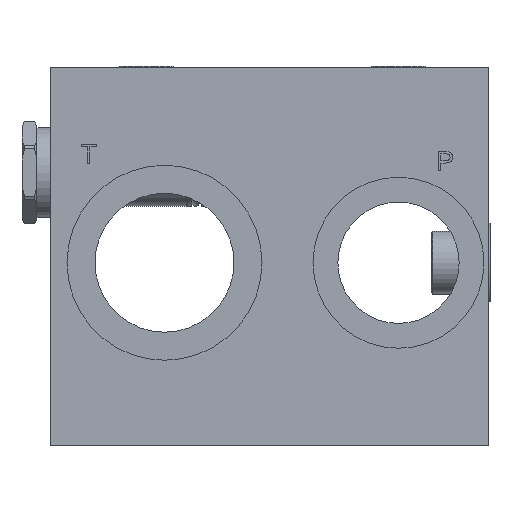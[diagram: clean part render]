
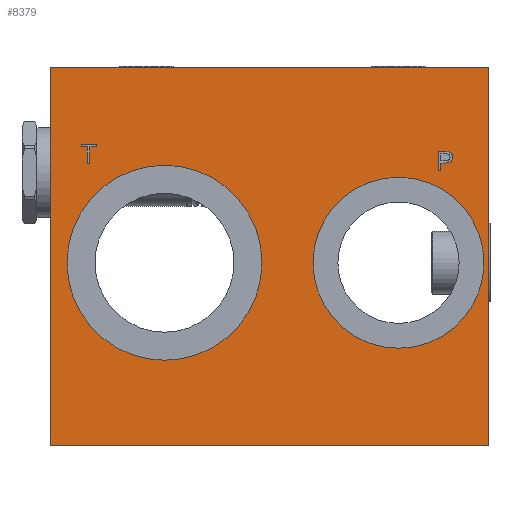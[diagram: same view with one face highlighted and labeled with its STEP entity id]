
A CAD part, left-side view. The second image highlights one B-rep face of the part: STEP entity #8379.
In plain terms, the highlighted planar face has unit normal (-1, 0, 0).
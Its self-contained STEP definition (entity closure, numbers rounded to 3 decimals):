
#174=B_SPLINE_CURVE_WITH_KNOTS('',3,(#11020,#11021,#11022,#11023),
 .UNSPECIFIED.,.F.,.F.,(4,4),(0.,1.),.UNSPECIFIED.);
#175=B_SPLINE_CURVE_WITH_KNOTS('',3,(#11025,#11026,#11027,#11028),
 .UNSPECIFIED.,.F.,.F.,(4,4),(0.,1.),.UNSPECIFIED.);
#176=B_SPLINE_CURVE_WITH_KNOTS('',3,(#11030,#11031,#11032,#11033),
 .UNSPECIFIED.,.F.,.F.,(4,4),(0.,1.),.UNSPECIFIED.);
#177=B_SPLINE_CURVE_WITH_KNOTS('',3,(#11035,#11036,#11037,#11038,#11039,
#11040,#11041),.UNSPECIFIED.,.F.,.F.,(4,3,4),(0.,0.353,1.),
 .UNSPECIFIED.);
#178=B_SPLINE_CURVE_WITH_KNOTS('',3,(#11043,#11044,#11045,#11046),
 .UNSPECIFIED.,.F.,.F.,(4,4),(0.,1.),.UNSPECIFIED.);
#314=LINE('',#10985,#792);
#315=LINE('',#10988,#793);
#316=LINE('',#10990,#794);
#317=LINE('',#10992,#795);
#318=LINE('',#10994,#796);
#319=LINE('',#10996,#797);
#320=LINE('',#10998,#798);
#321=LINE('',#11000,#799);
#322=LINE('',#11005,#800);
#323=LINE('',#11008,#801);
#324=LINE('',#11010,#802);
#325=LINE('',#11012,#803);
#326=LINE('',#11013,#804);
#327=LINE('',#11016,#805);
#328=LINE('',#11018,#806);
#329=LINE('',#11048,#807);
#330=LINE('',#11050,#808);
#792=VECTOR('',#9516,1000.);
#793=VECTOR('',#9517,1000.);
#794=VECTOR('',#9518,1000.);
#795=VECTOR('',#9519,1000.);
#796=VECTOR('',#9520,1000.);
#797=VECTOR('',#9521,1000.);
#798=VECTOR('',#9522,1000.);
#799=VECTOR('',#9523,1000.);
#800=VECTOR('',#9528,1000.);
#801=VECTOR('',#9529,1000.);
#802=VECTOR('',#9530,1000.);
#803=VECTOR('',#9531,1000.);
#804=VECTOR('',#9532,1000.);
#805=VECTOR('',#9533,1000.);
#806=VECTOR('',#9534,1000.);
#807=VECTOR('',#9535,1000.);
#808=VECTOR('',#9536,1000.);
#1270=PLANE('',#8866);
#1554=ORIENTED_EDGE('',*,*,#3184,.T.);
#1555=ORIENTED_EDGE('',*,*,#3185,.T.);
#1556=ORIENTED_EDGE('',*,*,#3186,.T.);
#1557=ORIENTED_EDGE('',*,*,#3187,.T.);
#1558=ORIENTED_EDGE('',*,*,#3188,.T.);
#1559=ORIENTED_EDGE('',*,*,#3189,.T.);
#1560=ORIENTED_EDGE('',*,*,#3190,.T.);
#1561=ORIENTED_EDGE('',*,*,#3191,.T.);
#1562=ORIENTED_EDGE('',*,*,#3192,.T.);
#1563=ORIENTED_EDGE('',*,*,#3193,.T.);
#1564=ORIENTED_EDGE('',*,*,#3194,.T.);
#1565=ORIENTED_EDGE('',*,*,#3195,.T.);
#1566=ORIENTED_EDGE('',*,*,#3196,.T.);
#1567=ORIENTED_EDGE('',*,*,#3197,.T.);
#1568=ORIENTED_EDGE('',*,*,#3198,.T.);
#1569=ORIENTED_EDGE('',*,*,#3199,.T.);
#1570=ORIENTED_EDGE('',*,*,#3200,.T.);
#1571=ORIENTED_EDGE('',*,*,#3201,.T.);
#1572=ORIENTED_EDGE('',*,*,#3202,.T.);
#1573=ORIENTED_EDGE('',*,*,#3203,.T.);
#1574=ORIENTED_EDGE('',*,*,#3204,.T.);
#1575=ORIENTED_EDGE('',*,*,#3205,.T.);
#1576=ORIENTED_EDGE('',*,*,#3206,.T.);
#1577=ORIENTED_EDGE('',*,*,#3207,.T.);
#3184=EDGE_CURVE('',#3999,#4000,#314,.T.);
#3185=EDGE_CURVE('',#4000,#4001,#315,.T.);
#3186=EDGE_CURVE('',#4001,#4002,#316,.T.);
#3187=EDGE_CURVE('',#4002,#4003,#317,.T.);
#3188=EDGE_CURVE('',#4003,#4004,#318,.T.);
#3189=EDGE_CURVE('',#4004,#4005,#319,.T.);
#3190=EDGE_CURVE('',#4005,#4006,#320,.T.);
#3191=EDGE_CURVE('',#4006,#3999,#321,.T.);
#3192=EDGE_CURVE('',#4007,#4007,#4598,.T.);
#3193=EDGE_CURVE('',#4008,#4008,#4599,.T.);
#3194=EDGE_CURVE('',#4009,#4010,#322,.T.);
#3195=EDGE_CURVE('',#4010,#4011,#323,.T.);
#3196=EDGE_CURVE('',#4011,#4012,#324,.T.);
#3197=EDGE_CURVE('',#4012,#4009,#325,.T.);
#3198=EDGE_CURVE('',#4013,#4014,#326,.T.);
#3199=EDGE_CURVE('',#4014,#4015,#327,.T.);
#3200=EDGE_CURVE('',#4015,#4016,#328,.T.);
#3201=EDGE_CURVE('',#4016,#4017,#174,.T.);
#3202=EDGE_CURVE('',#4017,#4018,#175,.T.);
#3203=EDGE_CURVE('',#4018,#4019,#176,.T.);
#3204=EDGE_CURVE('',#4019,#4020,#177,.T.);
#3205=EDGE_CURVE('',#4020,#4021,#178,.T.);
#3206=EDGE_CURVE('',#4021,#4022,#329,.T.);
#3207=EDGE_CURVE('',#4022,#4013,#330,.T.);
#3999=VERTEX_POINT('',#10986);
#4000=VERTEX_POINT('',#10987);
#4001=VERTEX_POINT('',#10989);
#4002=VERTEX_POINT('',#10991);
#4003=VERTEX_POINT('',#10993);
#4004=VERTEX_POINT('',#10995);
#4005=VERTEX_POINT('',#10997);
#4006=VERTEX_POINT('',#10999);
#4007=VERTEX_POINT('',#11002);
#4008=VERTEX_POINT('',#11004);
#4009=VERTEX_POINT('',#11006);
#4010=VERTEX_POINT('',#11007);
#4011=VERTEX_POINT('',#11009);
#4012=VERTEX_POINT('',#11011);
#4013=VERTEX_POINT('',#11014);
#4014=VERTEX_POINT('',#11015);
#4015=VERTEX_POINT('',#11017);
#4016=VERTEX_POINT('',#11019);
#4017=VERTEX_POINT('',#11024);
#4018=VERTEX_POINT('',#11029);
#4019=VERTEX_POINT('',#11034);
#4020=VERTEX_POINT('',#11042);
#4021=VERTEX_POINT('',#11047);
#4022=VERTEX_POINT('',#11049);
#4598=CIRCLE('',#8867,28.5);
#4599=CIRCLE('',#8868,32.5);
#4795=EDGE_LOOP('',(#1554,#1555,#1556,#1557,#1558,#1559,#1560,#1561));
#4796=EDGE_LOOP('',(#1562));
#4797=EDGE_LOOP('',(#1563));
#4798=EDGE_LOOP('',(#1564,#1565,#1566,#1567));
#4799=EDGE_LOOP('',(#1568,#1569,#1570,#1571,#1572,#1573,#1574,#1575,#1576,
#1577));
#5397=FACE_BOUND('',#4795,.T.);
#5398=FACE_BOUND('',#4796,.T.);
#5399=FACE_BOUND('',#4797,.T.);
#5400=FACE_BOUND('',#4798,.T.);
#5401=FACE_BOUND('',#4799,.T.);
#8379=ADVANCED_FACE('',(#5397,#5398,#5399,#5400,#5401),#1270,.T.);
#8866=AXIS2_PLACEMENT_3D('',#10984,#9514,#9515);
#8867=AXIS2_PLACEMENT_3D('',#11001,#9524,#9525);
#8868=AXIS2_PLACEMENT_3D('',#11003,#9526,#9527);
#9514=DIRECTION('',(-1.,0.,0.));
#9515=DIRECTION('',(0.,-1.,0.));
#9516=DIRECTION('',(0.,-1.,0.));
#9517=DIRECTION('',(0.,0.,-1.));
#9518=DIRECTION('',(0.,1.,0.));
#9519=DIRECTION('',(0.,0.,-1.));
#9520=DIRECTION('',(0.,1.,0.));
#9521=DIRECTION('',(0.,0.,1.));
#9522=DIRECTION('',(0.,1.,0.));
#9523=DIRECTION('',(0.,0.,1.));
#9524=DIRECTION('',(1.,0.,0.));
#9525=DIRECTION('',(0.,0.,1.));
#9526=DIRECTION('',(1.,0.,0.));
#9527=DIRECTION('',(0.,0.,1.));
#9528=DIRECTION('',(0.,0.,1.));
#9529=DIRECTION('',(0.,1.,0.));
#9530=DIRECTION('',(0.,0.,-1.));
#9531=DIRECTION('',(0.,-1.,0.));
#9532=DIRECTION('',(0.,1.,0.));
#9533=DIRECTION('',(0.,0.,1.));
#9534=DIRECTION('',(0.,-1.,0.));
#9535=DIRECTION('',(0.,1.,0.));
#9536=DIRECTION('',(0.,0.,-1.));
#10984=CARTESIAN_POINT('',(-265.,-73.,63.));
#10985=CARTESIAN_POINT('',(-265.,62.774,37.406));
#10986=CARTESIAN_POINT('',(-265.,62.774,37.406));
#10987=CARTESIAN_POINT('',(-265.,57.746,37.406));
#10988=CARTESIAN_POINT('',(-265.,57.746,37.406));
#10989=CARTESIAN_POINT('',(-265.,57.746,36.652));
#10990=CARTESIAN_POINT('',(-265.,57.746,36.652));
#10991=CARTESIAN_POINT('',(-265.,59.847,36.652));
#10992=CARTESIAN_POINT('',(-265.,59.847,36.652));
#10993=CARTESIAN_POINT('',(-265.,59.847,31.056));
#10994=CARTESIAN_POINT('',(-265.,59.847,31.056));
#10995=CARTESIAN_POINT('',(-265.,60.69,31.056));
#10996=CARTESIAN_POINT('',(-265.,60.69,31.056));
#10997=CARTESIAN_POINT('',(-265.,60.69,36.652));
#10998=CARTESIAN_POINT('',(-265.,60.69,36.652));
#10999=CARTESIAN_POINT('',(-265.,62.774,36.652));
#11000=CARTESIAN_POINT('',(-265.,62.774,36.652));
#11001=CARTESIAN_POINT('',(-265.,-43.,-2.));
#11002=CARTESIAN_POINT('',(-265.,-43.,26.5));
#11003=CARTESIAN_POINT('',(-265.,35.,-2.));
#11004=CARTESIAN_POINT('',(-265.,35.,30.5));
#11005=CARTESIAN_POINT('',(-265.,-73.,-63.));
#11006=CARTESIAN_POINT('',(-265.,-73.,-63.));
#11007=CARTESIAN_POINT('',(-265.,-73.,63.));
#11008=CARTESIAN_POINT('',(-265.,-73.,63.));
#11009=CARTESIAN_POINT('',(-265.,73.,63.));
#11010=CARTESIAN_POINT('',(-265.,73.,63.));
#11011=CARTESIAN_POINT('',(-265.,73.,-63.));
#11012=CARTESIAN_POINT('',(-265.,73.,-63.));
#11013=CARTESIAN_POINT('',(-265.,-57.038,28.673));
#11014=CARTESIAN_POINT('',(-265.,-57.038,28.673));
#11015=CARTESIAN_POINT('',(-265.,-56.198,28.673));
#11016=CARTESIAN_POINT('',(-265.,-56.198,28.673));
#11017=CARTESIAN_POINT('',(-265.,-56.198,35.023));
#11018=CARTESIAN_POINT('',(-265.,-56.198,35.023));
#11019=CARTESIAN_POINT('',(-265.,-58.593,35.023));
#11020=CARTESIAN_POINT('',(-265.,-58.593,35.023));
#11021=CARTESIAN_POINT('',(-265.,-58.972,35.023));
#11022=CARTESIAN_POINT('',(-265.,-59.297,35.004));
#11023=CARTESIAN_POINT('',(-265.,-59.571,34.966));
#11024=CARTESIAN_POINT('',(-265.,-59.571,34.966));
#11025=CARTESIAN_POINT('',(-265.,-59.571,34.966));
#11026=CARTESIAN_POINT('',(-265.,-59.843,34.93));
#11027=CARTESIAN_POINT('',(-265.,-60.096,34.832));
#11028=CARTESIAN_POINT('',(-265.,-60.331,34.675));
#11029=CARTESIAN_POINT('',(-265.,-60.331,34.675));
#11030=CARTESIAN_POINT('',(-265.,-60.331,34.675));
#11031=CARTESIAN_POINT('',(-265.,-60.565,34.517));
#11032=CARTESIAN_POINT('',(-265.,-60.741,34.304));
#11033=CARTESIAN_POINT('',(-265.,-60.862,34.034));
#11034=CARTESIAN_POINT('',(-265.,-60.862,34.034));
#11035=CARTESIAN_POINT('',(-265.,-60.862,34.034));
#11036=CARTESIAN_POINT('',(-265.,-60.981,33.764));
#11037=CARTESIAN_POINT('',(-265.,-61.041,33.482));
#11038=CARTESIAN_POINT('',(-265.,-61.041,33.187));
#11039=CARTESIAN_POINT('',(-265.,-61.041,32.6));
#11040=CARTESIAN_POINT('',(-265.,-60.853,32.131));
#11041=CARTESIAN_POINT('',(-265.,-60.476,31.776));
#11042=CARTESIAN_POINT('',(-265.,-60.476,31.776));
#11043=CARTESIAN_POINT('',(-265.,-60.476,31.776));
#11044=CARTESIAN_POINT('',(-265.,-60.1,31.423));
#11045=CARTESIAN_POINT('',(-265.,-59.495,31.245));
#11046=CARTESIAN_POINT('',(-265.,-58.662,31.245));
#11047=CARTESIAN_POINT('',(-265.,-58.662,31.245));
#11048=CARTESIAN_POINT('',(-265.,-58.662,31.245));
#11049=CARTESIAN_POINT('',(-265.,-57.038,31.245));
#11050=CARTESIAN_POINT('',(-265.,-57.038,31.245));
